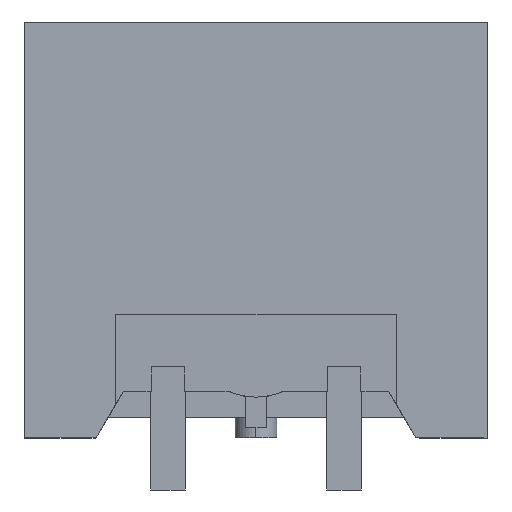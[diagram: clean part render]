
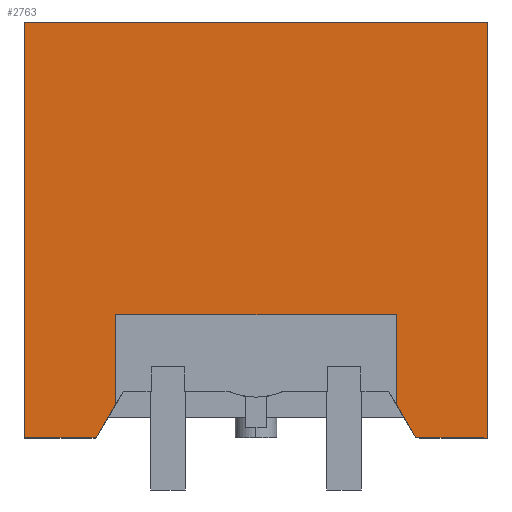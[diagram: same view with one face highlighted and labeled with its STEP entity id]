
A CAD part, front view. The second image highlights one B-rep face of the part: STEP entity #2763.
In plain terms, the highlighted planar face has unit normal (0, -1, 0).
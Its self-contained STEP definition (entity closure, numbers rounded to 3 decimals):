
#2748=AXIS2_PLACEMENT_3D('Plane Axis2P3D',#2745,#2746,#2747) ;
#1403=CARTESIAN_POINT('Vertex',(2.64,0.,2.481)) ;
#1406=CARTESIAN_POINT('Line Origine',(2.357,0.,1.991)) ;
#1410=CARTESIAN_POINT('Vertex',(2.073,0.,1.5)) ;
#1657=CARTESIAN_POINT('Vertex',(13.36,0.,13.5)) ;
#1676=CARTESIAN_POINT('Vertex',(0.,0.,13.5)) ;
#1679=CARTESIAN_POINT('Line Origine',(6.68,0.,13.5)) ;
#1917=CARTESIAN_POINT('Line Origine',(13.36,0.,7.5)) ;
#1921=CARTESIAN_POINT('Vertex',(13.36,0.,1.5)) ;
#1942=CARTESIAN_POINT('Line Origine',(12.323,0.,1.5)) ;
#1946=CARTESIAN_POINT('Vertex',(11.287,0.,1.5)) ;
#1986=CARTESIAN_POINT('Line Origine',(11.003,0.,1.991)) ;
#1990=CARTESIAN_POINT('Vertex',(10.72,0.,2.481)) ;
#2019=CARTESIAN_POINT('Line Origine',(1.887,0.,1.5)) ;
#2023=CARTESIAN_POINT('Vertex',(1.7,0.,1.5)) ;
#2026=CARTESIAN_POINT('Line Origine',(0.85,0.,1.5)) ;
#2030=CARTESIAN_POINT('Vertex',(0.,0.,1.5)) ;
#2053=CARTESIAN_POINT('Line Origine',(0.,0.,7.5)) ;
#2494=CARTESIAN_POINT('Line Origine',(6.68,0.,5.05)) ;
#2498=CARTESIAN_POINT('Vertex',(10.72,0.,5.05)) ;
#2500=CARTESIAN_POINT('Vertex',(2.64,0.,5.05)) ;
#2526=CARTESIAN_POINT('Line Origine',(2.64,0.,3.766)) ;
#2656=CARTESIAN_POINT('Line Origine',(10.72,0.,3.766)) ;
#2745=CARTESIAN_POINT('Axis2P3D Location',(1.7,0.,1.5)) ;
#1407=DIRECTION('Vector Direction',(-0.5,0.,-0.866)) ;
#1680=DIRECTION('Vector Direction',(-1.,0.,0.)) ;
#1918=DIRECTION('Vector Direction',(0.,0.,1.)) ;
#1943=DIRECTION('Vector Direction',(1.,0.,0.)) ;
#1987=DIRECTION('Vector Direction',(-0.5,0.,0.866)) ;
#2020=DIRECTION('Vector Direction',(1.,0.,0.)) ;
#2027=DIRECTION('Vector Direction',(1.,0.,0.)) ;
#2054=DIRECTION('Vector Direction',(0.,0.,1.)) ;
#2495=DIRECTION('Vector Direction',(-1.,0.,0.)) ;
#2527=DIRECTION('Vector Direction',(0.,0.,-1.)) ;
#2657=DIRECTION('Vector Direction',(0.,0.,1.)) ;
#2746=DIRECTION('Axis2P3D Direction',(0.,1.,0.)) ;
#2747=DIRECTION('Axis2P3D XDirection',(0.,0.,-1.)) ;
#1408=VECTOR('Line Direction',#1407,1.) ;
#1681=VECTOR('Line Direction',#1680,1.) ;
#1919=VECTOR('Line Direction',#1918,1.) ;
#1944=VECTOR('Line Direction',#1943,1.) ;
#1988=VECTOR('Line Direction',#1987,1.) ;
#2021=VECTOR('Line Direction',#2020,1.) ;
#2028=VECTOR('Line Direction',#2027,1.) ;
#2055=VECTOR('Line Direction',#2054,1.) ;
#2496=VECTOR('Line Direction',#2495,1.) ;
#2528=VECTOR('Line Direction',#2527,1.) ;
#2658=VECTOR('Line Direction',#2657,1.) ;
#2751=ORIENTED_EDGE('',*,*,#2660,.F.) ;
#2752=ORIENTED_EDGE('',*,*,#1992,.F.) ;
#2753=ORIENTED_EDGE('',*,*,#1948,.T.) ;
#2754=ORIENTED_EDGE('',*,*,#1923,.T.) ;
#2755=ORIENTED_EDGE('',*,*,#1683,.T.) ;
#2756=ORIENTED_EDGE('',*,*,#2057,.F.) ;
#2757=ORIENTED_EDGE('',*,*,#2032,.T.) ;
#2758=ORIENTED_EDGE('',*,*,#2025,.T.) ;
#2759=ORIENTED_EDGE('',*,*,#1412,.F.) ;
#2760=ORIENTED_EDGE('',*,*,#2530,.F.) ;
#2761=ORIENTED_EDGE('',*,*,#2502,.F.) ;
#2763=ADVANCED_FACE('HOUSING',(#2762),#2749,.F.) ;
#1412=EDGE_CURVE('',#1404,#1411,#1409,.T.) ;
#1683=EDGE_CURVE('',#1658,#1677,#1682,.T.) ;
#1923=EDGE_CURVE('',#1922,#1658,#1920,.T.) ;
#1948=EDGE_CURVE('',#1947,#1922,#1945,.T.) ;
#1992=EDGE_CURVE('',#1947,#1991,#1989,.T.) ;
#2025=EDGE_CURVE('',#2024,#1411,#2022,.T.) ;
#2032=EDGE_CURVE('',#2031,#2024,#2029,.T.) ;
#2057=EDGE_CURVE('',#2031,#1677,#2056,.T.) ;
#2502=EDGE_CURVE('',#2499,#2501,#2497,.T.) ;
#2530=EDGE_CURVE('',#2501,#1404,#2529,.T.) ;
#2660=EDGE_CURVE('',#1991,#2499,#2659,.T.) ;
#2750=EDGE_LOOP('',(#2751,#2752,#2753,#2754,#2755,#2756,#2757,#2758,#2759,#2760,#2761)) ;
#2762=FACE_OUTER_BOUND('',#2750,.T.) ;
#1409=LINE('Line',#1406,#1408) ;
#1682=LINE('Line',#1679,#1681) ;
#1920=LINE('Line',#1917,#1919) ;
#1945=LINE('Line',#1942,#1944) ;
#1989=LINE('Line',#1986,#1988) ;
#2022=LINE('Line',#2019,#2021) ;
#2029=LINE('Line',#2026,#2028) ;
#2056=LINE('Line',#2053,#2055) ;
#2497=LINE('Line',#2494,#2496) ;
#2529=LINE('Line',#2526,#2528) ;
#2659=LINE('Line',#2656,#2658) ;
#2749=PLANE('',#2748) ;
#1404=VERTEX_POINT('',#1403) ;
#1411=VERTEX_POINT('',#1410) ;
#1658=VERTEX_POINT('',#1657) ;
#1677=VERTEX_POINT('',#1676) ;
#1922=VERTEX_POINT('',#1921) ;
#1947=VERTEX_POINT('',#1946) ;
#1991=VERTEX_POINT('',#1990) ;
#2024=VERTEX_POINT('',#2023) ;
#2031=VERTEX_POINT('',#2030) ;
#2499=VERTEX_POINT('',#2498) ;
#2501=VERTEX_POINT('',#2500) ;
